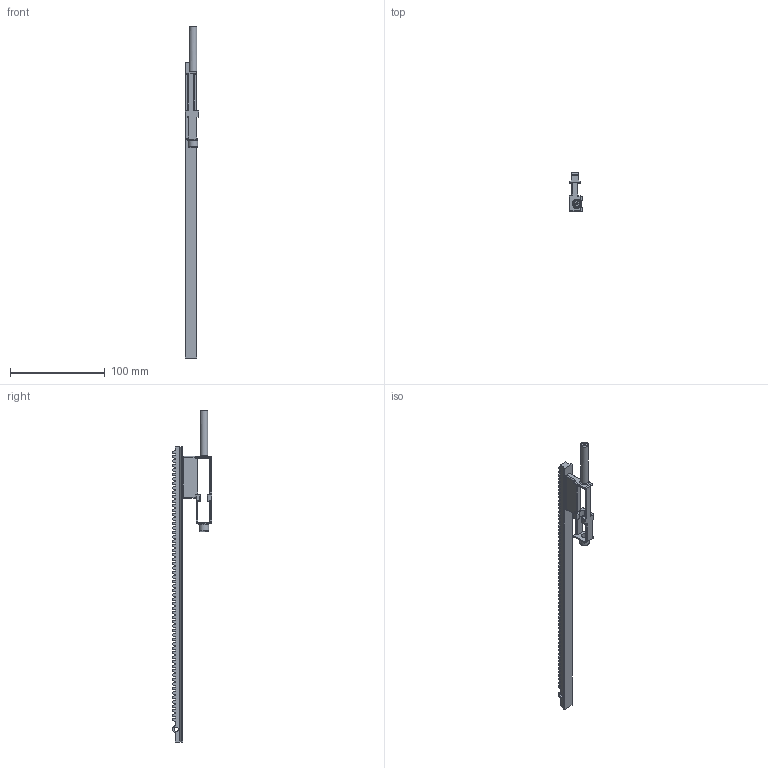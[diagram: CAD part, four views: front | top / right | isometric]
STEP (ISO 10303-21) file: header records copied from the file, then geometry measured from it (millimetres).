
FILE_DESCRIPTION(/* description */ (''),/* implementation_level */ '2;1');
FILE_NAME(/* name */ '03_Z_Gear_Rack.stp',/* time_stamp */ '2024-06-04T16:05:46+02:00',/* author */ ('JN'),/* organization */ (''),/* preprocessor_version */ 'ST-DEVELOPER v18.1',/* originating_system */ 'Autodesk Inventor 2022',/* authorisation */ '');
FILE_SCHEMA (('AUTOMOTIVE_DESIGN { 1 0 10303 214 3 1 1 }'));
Length unit declared in the file: millimetre
Products named in the file (1): gear_rack
Bounding box: 14 x 41.71 x 350 mm (x, y, z)
Volume: 35305.2 mm3; surface area: 21433.2 mm2
Topology: 1 solids, 1 shells, 691 faces, 1964 edges, 1265 vertices
Faces by surface type: plane 421, cylinder 214, torus 22, bspline 19, sphere 14, cone 1
Full cylindrical faces by diameter (mm): 2.5 x1, 4.5 x1, 7 x1, 8 x1, 10 x1
Entity records: 22967 total; most frequent: CARTESIAN_POINT 4772, ORIENTED_EDGE 3908, DIRECTION 3706, EDGE_CURVE 1954, LINE 1466, VECTOR 1466, VERTEX_POINT 1265, AXIS2_PLACEMENT_3D 1120
